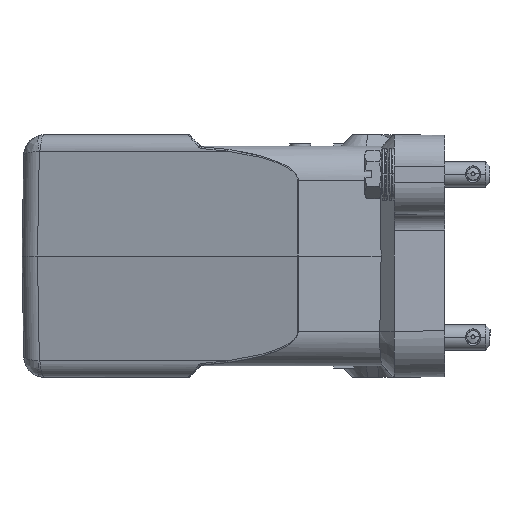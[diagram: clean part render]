
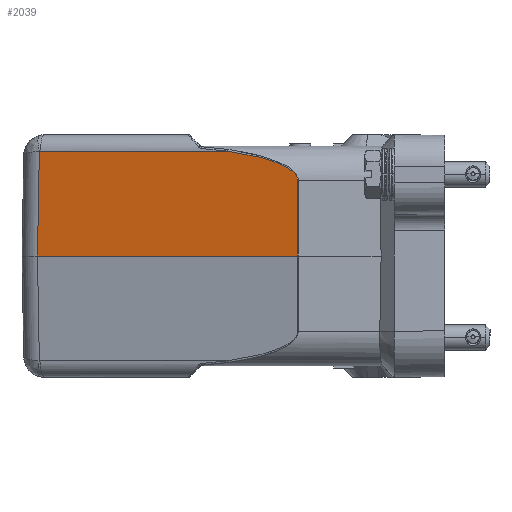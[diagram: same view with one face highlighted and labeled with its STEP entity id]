
A CAD part, left-side view. The second image highlights one B-rep face of the part: STEP entity #2039.
In plain terms, the highlighted planar face has unit normal (-0.966, 0.259, 0.018).
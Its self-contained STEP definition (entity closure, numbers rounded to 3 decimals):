
#655=B_SPLINE_CURVE_WITH_KNOTS('',3,(#24978,#24979,#24980,#24981,#24982,
#24983,#24984,#24985,#24986,#24987,#24988,#24989,#24990,#24991,#24992,#24993,
#24994,#24995,#24996,#24997),.UNSPECIFIED.,.F.,.F.,(4,2,2,2,2,2,2,2,2,4),
(0.,0.25,0.5,0.625,0.75,0.813,0.875,0.938,0.969,1.),
 .UNSPECIFIED.);
#702=B_SPLINE_CURVE_WITH_KNOTS('',3,(#26179,#26180,#26181,#26182),
 .UNSPECIFIED.,.F.,.F.,(4,4),(0.,1.),.UNSPECIFIED.);
#2039=ADVANCED_FACE('NONE',(#3170),#2622,.T.);
#2622=PLANE('',#14097);
#3170=FACE_OUTER_BOUND('',#3935,.T.);
#3935=EDGE_LOOP('',(#6635,#6636,#6637,#6638,#6639,#6640));
#6635=ORIENTED_EDGE('',*,*,#10874,.F.);
#6636=ORIENTED_EDGE('',*,*,#10875,.T.);
#6637=ORIENTED_EDGE('',*,*,#10876,.T.);
#6638=ORIENTED_EDGE('',*,*,#10661,.F.);
#6639=ORIENTED_EDGE('',*,*,#10660,.F.);
#6640=ORIENTED_EDGE('',*,*,#10872,.T.);
#9027=VERTEX_POINT('',#24939);
#9029=VERTEX_POINT('',#24977);
#9030=VERTEX_POINT('',#25087);
#9138=VERTEX_POINT('',#26164);
#9139=VERTEX_POINT('',#26183);
#9140=VERTEX_POINT('',#26185);
#10660=EDGE_CURVE('NONE',#9027,#9029,#655,.T.);
#10661=EDGE_CURVE('NONE',#9029,#9030,#12052,.T.);
#10872=EDGE_CURVE('NONE',#9027,#9138,#12208,.T.);
#10874=EDGE_CURVE('NONE',#9139,#9138,#702,.T.);
#10875=EDGE_CURVE('NONE',#9139,#9140,#12209,.T.);
#10876=EDGE_CURVE('NONE',#9140,#9030,#12210,.T.);
#12052=LINE('',#25086,#13024);
#12208=LINE('',#26165,#13180);
#12209=LINE('',#26184,#13181);
#12210=LINE('',#26186,#13182);
#13024=VECTOR('',#16075,1.);
#13180=VECTOR('',#16423,1.);
#13181=VECTOR('',#16426,1.);
#13182=VECTOR('',#16427,1.);
#14097=AXIS2_PLACEMENT_3D('',#26187,#16428,#16429);
#16075=DIRECTION('',(-0.017,0.002,-1.));
#16423=DIRECTION('',(0.259,0.966,0.));
#16426=DIRECTION('',(-0.013,0.017,-1.));
#16427=DIRECTION('',(-0.259,-0.966,0.));
#16428=DIRECTION('',(-0.966,0.259,0.017));
#16429=DIRECTION('',(-0.259,-0.966,0.));
#24939=CARTESIAN_POINT('',(-46.529,51.861,25.07));
#24977=CARTESIAN_POINT('',(-51.17,35.022,17.948));
#24978=CARTESIAN_POINT('',(-46.529,51.861,25.07));
#24979=CARTESIAN_POINT('',(-46.957,50.278,24.872));
#24980=CARTESIAN_POINT('',(-47.384,48.7,24.629));
#24981=CARTESIAN_POINT('',(-48.235,45.566,24.024));
#24982=CARTESIAN_POINT('',(-48.658,44.01,23.663));
#24983=CARTESIAN_POINT('',(-49.285,41.716,22.977));
#24984=CARTESIAN_POINT('',(-49.493,40.958,22.724));
#24985=CARTESIAN_POINT('',(-49.902,39.469,22.146));
#24986=CARTESIAN_POINT('',(-50.104,38.737,21.823));
#24987=CARTESIAN_POINT('',(-50.397,37.684,21.249));
#24988=CARTESIAN_POINT('',(-50.492,37.341,21.042));
#24989=CARTESIAN_POINT('',(-50.677,36.683,20.587));
#24990=CARTESIAN_POINT('',(-50.766,36.367,20.338));
#24991=CARTESIAN_POINT('',(-50.93,35.792,19.778));
#24992=CARTESIAN_POINT('',(-51.006,35.531,19.465));
#24993=CARTESIAN_POINT('',(-51.094,35.24,18.933));
#24994=CARTESIAN_POINT('',(-51.118,35.16,18.745));
#24995=CARTESIAN_POINT('',(-51.155,35.051,18.355));
#24996=CARTESIAN_POINT('',(-51.166,35.022,18.152));
#24997=CARTESIAN_POINT('',(-51.17,35.022,17.948));
#25086=CARTESIAN_POINT('',(-51.165,35.022,18.241));
#25087=CARTESIAN_POINT('',(-51.483,35.064,0.));
#26164=CARTESIAN_POINT('',(-34.537,96.615,25.07));
#26165=CARTESIAN_POINT('',(-33.393,100.887,25.07));
#26179=CARTESIAN_POINT('',(-34.473,96.857,25.04));
#26180=CARTESIAN_POINT('',(-34.494,96.778,25.06));
#26181=CARTESIAN_POINT('',(-34.515,96.697,25.07));
#26182=CARTESIAN_POINT('',(-34.537,96.615,25.07));
#26183=CARTESIAN_POINT('',(-34.473,96.857,25.04));
#26184=CARTESIAN_POINT('',(-34.473,96.857,25.04));
#26185=CARTESIAN_POINT('',(-34.808,97.295,0.));
#26186=CARTESIAN_POINT('',(-33.815,101.,0.));
#26187=CARTESIAN_POINT('',(-33.815,101.,0.));
